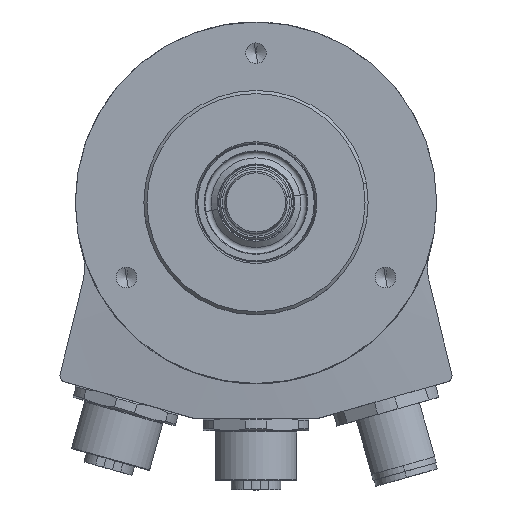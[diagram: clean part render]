
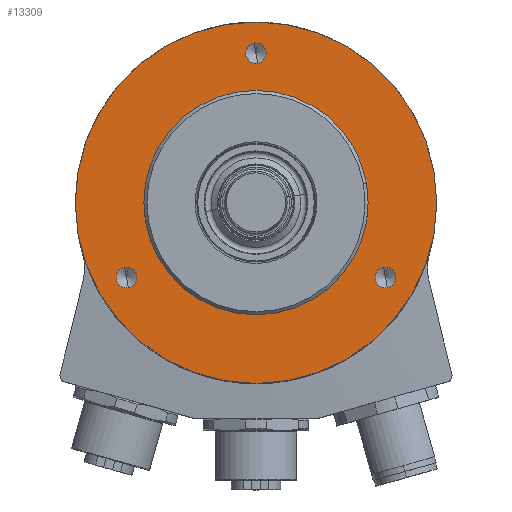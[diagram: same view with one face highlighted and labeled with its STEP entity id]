
A CAD part, top view. The second image highlights one B-rep face of the part: STEP entity #13309.
In plain terms, the highlighted planar face has unit normal (0, 0, 1).
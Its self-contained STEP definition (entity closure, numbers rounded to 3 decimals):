
#1693=CARTESIAN_POINT('',(0.,0.,20.5));
#1694=DIRECTION('',(0.,0.,1.));
#1695=DIRECTION('',(0.985,0.174,0.));
#1696=AXIS2_PLACEMENT_3D('',#1693,#1694,#1695);
#1729=CARTESIAN_POINT('',(0.,0.,20.5));
#1730=DIRECTION('',(0.,0.,1.));
#1731=DIRECTION('',(-0.985,-0.174,0.));
#1732=AXIS2_PLACEMENT_3D('',#1729,#1730,#1731);
#1734=CARTESIAN_POINT('',(0.,0.,20.5));
#1735=DIRECTION('',(0.,0.,-1.));
#1736=DIRECTION('',(-0.985,-0.174,0.));
#1737=AXIS2_PLACEMENT_3D('',#1734,#1735,#1736);
#1739=CARTESIAN_POINT('',(0.,24.,20.5));
#1740=DIRECTION('',(0.,0.,1.));
#1741=DIRECTION('',(0.174,-0.985,0.));
#1742=AXIS2_PLACEMENT_3D('',#1739,#1740,#1741);
#1744=CARTESIAN_POINT('',(0.,24.,20.5));
#1745=DIRECTION('',(0.,0.,1.));
#1746=DIRECTION('',(-0.174,0.985,0.));
#1747=AXIS2_PLACEMENT_3D('',#1744,#1745,#1746);
#1749=CARTESIAN_POINT('',(20.785,-12.,20.5));
#1750=DIRECTION('',(0.,0.,1.));
#1751=DIRECTION('',(0.174,-0.985,0.));
#1752=AXIS2_PLACEMENT_3D('',#1749,#1750,#1751);
#1754=CARTESIAN_POINT('',(20.785,-12.,20.5));
#1755=DIRECTION('',(0.,0.,1.));
#1756=DIRECTION('',(-0.174,0.985,0.));
#1757=AXIS2_PLACEMENT_3D('',#1754,#1755,#1756);
#1759=CARTESIAN_POINT('',(-20.785,-12.,20.5));
#1760=DIRECTION('',(0.,0.,1.));
#1761=DIRECTION('',(0.174,-0.985,0.));
#1762=AXIS2_PLACEMENT_3D('',#1759,#1760,#1761);
#1764=CARTESIAN_POINT('',(-20.785,-12.,20.5));
#1765=DIRECTION('',(0.,0.,1.));
#1766=DIRECTION('',(-0.174,0.985,0.));
#1767=AXIS2_PLACEMENT_3D('',#1764,#1765,#1766);
#1769=CARTESIAN_POINT('',(0.,0.,20.5));
#1770=DIRECTION('',(0.,0.,1.));
#1771=DIRECTION('',(-0.985,-0.174,0.));
#1772=AXIS2_PLACEMENT_3D('',#1769,#1770,#1771);
#8845=CARTESIAN_POINT('',(-17.727,-3.126,20.5));
#8846=CARTESIAN_POINT('',(17.727,3.126,20.5));
#8847=VERTEX_POINT('',#8845);
#8848=VERTEX_POINT('',#8846);
#8849=CARTESIAN_POINT('',(-28.559,-5.036,20.5));
#8850=CARTESIAN_POINT('',(28.559,5.036,20.5));
#8851=VERTEX_POINT('',#8849);
#8852=VERTEX_POINT('',#8850);
#8859=CARTESIAN_POINT('',(0.287,22.375,20.5));
#8860=VERTEX_POINT('',#8859);
#8861=CARTESIAN_POINT('',(-0.287,25.625,20.5));
#8862=VERTEX_POINT('',#8861);
#8869=CARTESIAN_POINT('',(21.071,-13.625,20.5));
#8870=VERTEX_POINT('',#8869);
#8871=CARTESIAN_POINT('',(20.498,-10.375,20.5));
#8872=VERTEX_POINT('',#8871);
#8879=CARTESIAN_POINT('',(-20.498,-13.625,20.5));
#8880=VERTEX_POINT('',#8879);
#8881=CARTESIAN_POINT('',(-21.071,-10.375,20.5));
#8882=VERTEX_POINT('',#8881);
#13275=CARTESIAN_POINT('',(0.,0.,20.5));
#13276=DIRECTION('',(0.,0.,1.));
#13277=DIRECTION('',(-0.985,-0.174,0.));
#13278=AXIS2_PLACEMENT_3D('',#13275,#13276,#13277);
#13279=PLANE('',#13278);
#13281=ORIENTED_EDGE('',*,*,#13280,.F.);
#13282=ORIENTED_EDGE('',*,*,#13253,.F.);
#13283=EDGE_LOOP('',(#13281,#13282));
#13284=FACE_OUTER_BOUND('',#13283,.F.);
#13286=ORIENTED_EDGE('',*,*,#13285,.T.);
#13288=ORIENTED_EDGE('',*,*,#13287,.F.);
#13289=EDGE_LOOP('',(#13286,#13288));
#13290=FACE_BOUND('',#13289,.F.);
#13292=ORIENTED_EDGE('',*,*,#13291,.T.);
#13294=ORIENTED_EDGE('',*,*,#13293,.T.);
#13295=EDGE_LOOP('',(#13292,#13294));
#13296=FACE_BOUND('',#13295,.F.);
#13298=ORIENTED_EDGE('',*,*,#13297,.T.);
#13300=ORIENTED_EDGE('',*,*,#13299,.T.);
#13301=EDGE_LOOP('',(#13298,#13300));
#13302=FACE_BOUND('',#13301,.F.);
#13304=ORIENTED_EDGE('',*,*,#13303,.T.);
#13306=ORIENTED_EDGE('',*,*,#13305,.T.);
#13307=EDGE_LOOP('',(#13304,#13306));
#13308=FACE_BOUND('',#13307,.F.);
#1697=CIRCLE('',#1696,29.);
#1733=CIRCLE('',#1732,18.);
#1738=CIRCLE('',#1737,18.);
#1743=CIRCLE('',#1742,1.65);
#1748=CIRCLE('',#1747,1.65);
#1753=CIRCLE('',#1752,1.65);
#1758=CIRCLE('',#1757,1.65);
#1763=CIRCLE('',#1762,1.65);
#1768=CIRCLE('',#1767,1.65);
#1773=CIRCLE('',#1772,29.);
#13253=EDGE_CURVE('',#8852,#8851,#1697,.T.);
#13280=EDGE_CURVE('',#8851,#8852,#1773,.T.);
#13285=EDGE_CURVE('',#8847,#8848,#1733,.T.);
#13287=EDGE_CURVE('',#8847,#8848,#1738,.T.);
#13291=EDGE_CURVE('',#8860,#8862,#1743,.T.);
#13293=EDGE_CURVE('',#8862,#8860,#1748,.T.);
#13297=EDGE_CURVE('',#8870,#8872,#1753,.T.);
#13299=EDGE_CURVE('',#8872,#8870,#1758,.T.);
#13303=EDGE_CURVE('',#8880,#8882,#1763,.T.);
#13305=EDGE_CURVE('',#8882,#8880,#1768,.T.);
#13309=ADVANCED_FACE('',(#13284,#13290,#13296,#13302,#13308),#13279,.T.);
